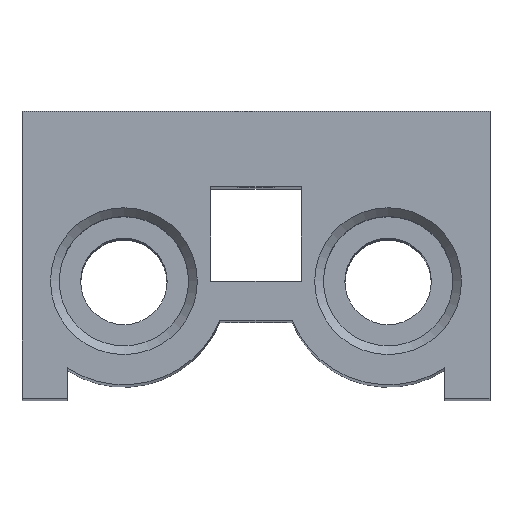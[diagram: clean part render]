
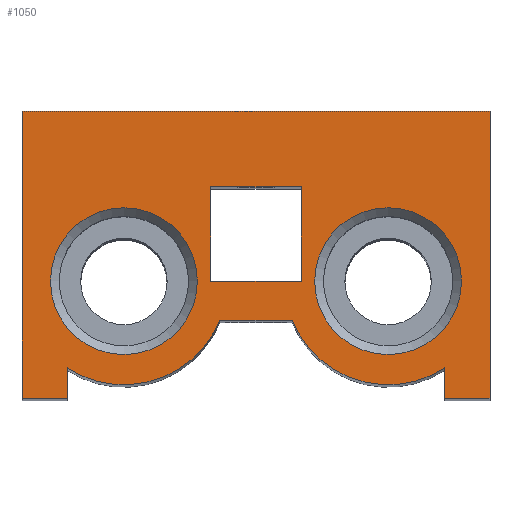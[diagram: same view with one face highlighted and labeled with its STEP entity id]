
A CAD part, top view. The second image highlights one B-rep face of the part: STEP entity #1050.
In plain terms, the highlighted planar face has unit normal (0, 0, 1).
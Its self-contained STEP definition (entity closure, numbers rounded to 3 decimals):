
#70=LINE('',#1640,#116);
#74=LINE('',#1648,#120);
#77=LINE('',#1654,#123);
#80=LINE('',#1660,#126);
#84=LINE('',#1676,#130);
#88=LINE('',#1688,#134);
#91=LINE('',#1694,#137);
#94=LINE('',#1705,#140);
#98=LINE('',#1713,#144);
#101=LINE('',#1723,#147);
#103=LINE('',#1726,#149);
#105=LINE('',#1729,#151);
#116=VECTOR('',#1307,1000.);
#120=VECTOR('',#1313,1000.);
#123=VECTOR('',#1318,1000.);
#126=VECTOR('',#1323,1000.);
#130=VECTOR('',#1339,1000.);
#134=VECTOR('',#1351,1000.);
#137=VECTOR('',#1356,1000.);
#140=VECTOR('',#1365,1000.);
#144=VECTOR('',#1371,1000.);
#147=VECTOR('',#1380,1000.);
#149=VECTOR('',#1384,1000.);
#151=VECTOR('',#1388,1000.);
#240=ORIENTED_EDGE('',*,*,#470,.T.);
#241=ORIENTED_EDGE('',*,*,#471,.T.);
#242=ORIENTED_EDGE('',*,*,#456,.F.);
#243=ORIENTED_EDGE('',*,*,#460,.F.);
#244=ORIENTED_EDGE('',*,*,#465,.F.);
#245=ORIENTED_EDGE('',*,*,#467,.F.);
#246=ORIENTED_EDGE('',*,*,#424,.T.);
#247=ORIENTED_EDGE('',*,*,#428,.T.);
#248=ORIENTED_EDGE('',*,*,#431,.T.);
#249=ORIENTED_EDGE('',*,*,#434,.T.);
#250=ORIENTED_EDGE('',*,*,#437,.T.);
#251=ORIENTED_EDGE('',*,*,#442,.T.);
#252=ORIENTED_EDGE('',*,*,#445,.T.);
#253=ORIENTED_EDGE('',*,*,#448,.T.);
#254=ORIENTED_EDGE('',*,*,#451,.T.);
#255=ORIENTED_EDGE('',*,*,#469,.T.);
#424=EDGE_CURVE('',#547,#546,#70,.T.);
#428=EDGE_CURVE('',#546,#549,#74,.T.);
#431=EDGE_CURVE('',#549,#551,#77,.T.);
#434=EDGE_CURVE('',#551,#553,#80,.T.);
#437=EDGE_CURVE('',#553,#555,#645,.T.);
#442=EDGE_CURVE('',#555,#559,#84,.T.);
#445=EDGE_CURVE('',#559,#561,#649,.T.);
#448=EDGE_CURVE('',#561,#563,#88,.T.);
#451=EDGE_CURVE('',#563,#565,#91,.T.);
#456=EDGE_CURVE('',#570,#571,#94,.T.);
#460=EDGE_CURVE('',#573,#570,#98,.T.);
#465=EDGE_CURVE('',#577,#573,#101,.T.);
#467=EDGE_CURVE('',#571,#577,#103,.T.);
#469=EDGE_CURVE('',#565,#547,#105,.T.);
#470=EDGE_CURVE('',#578,#578,#654,.T.);
#471=EDGE_CURVE('',#579,#579,#655,.T.);
#546=VERTEX_POINT('',#1639);
#547=VERTEX_POINT('',#1641);
#549=VERTEX_POINT('',#1647);
#551=VERTEX_POINT('',#1653);
#553=VERTEX_POINT('',#1659);
#555=VERTEX_POINT('',#1665);
#559=VERTEX_POINT('',#1675);
#561=VERTEX_POINT('',#1681);
#563=VERTEX_POINT('',#1687);
#565=VERTEX_POINT('',#1693);
#570=VERTEX_POINT('',#1704);
#571=VERTEX_POINT('',#1706);
#573=VERTEX_POINT('',#1712);
#577=VERTEX_POINT('',#1722);
#578=VERTEX_POINT('',#1732);
#579=VERTEX_POINT('',#1734);
#645=CIRCLE('',#1147,6.864);
#649=CIRCLE('',#1153,6.864);
#654=CIRCLE('',#1166,4.864);
#655=CIRCLE('',#1167,4.864);
#732=EDGE_LOOP('',(#240));
#733=EDGE_LOOP('',(#241));
#734=EDGE_LOOP('',(#242,#243,#244,#245));
#735=EDGE_LOOP('',(#246,#247,#248,#249,#250,#251,#252,#253,#254,#255));
#886=FACE_BOUND('',#732,.T.);
#887=FACE_BOUND('',#733,.T.);
#888=FACE_BOUND('',#734,.T.);
#889=FACE_BOUND('',#735,.T.);
#1014=PLANE('',#1165);
#1050=ADVANCED_FACE('',(#886,#887,#888,#889),#1014,.T.);
#1147=AXIS2_PLACEMENT_3D('',#1666,#1329,#1330);
#1153=AXIS2_PLACEMENT_3D('',#1682,#1345,#1346);
#1165=AXIS2_PLACEMENT_3D('',#1730,#1389,#1390);
#1166=AXIS2_PLACEMENT_3D('',#1731,#1391,#1392);
#1167=AXIS2_PLACEMENT_3D('',#1733,#1393,#1394);
#1307=DIRECTION('',(-1.,0.,0.));
#1313=DIRECTION('',(0.,-1.,0.));
#1318=DIRECTION('',(1.,0.,0.));
#1323=DIRECTION('',(0.,1.,0.));
#1329=DIRECTION('',(0.,0.,1.));
#1330=DIRECTION('',(1.,0.,0.));
#1339=DIRECTION('',(1.,0.,0.));
#1345=DIRECTION('',(0.,0.,1.));
#1346=DIRECTION('',(1.,0.,0.));
#1351=DIRECTION('',(0.,-1.,0.));
#1356=DIRECTION('',(1.,0.,0.));
#1365=DIRECTION('',(-1.,0.,0.));
#1371=DIRECTION('',(0.,1.,0.));
#1380=DIRECTION('',(1.,0.,0.));
#1384=DIRECTION('',(0.,-1.,0.));
#1388=DIRECTION('',(0.,1.,0.));
#1389=DIRECTION('',(0.,0.,1.));
#1390=DIRECTION('',(1.,0.,0.));
#1391=DIRECTION('',(0.,0.,-1.));
#1392=DIRECTION('',(-1.,0.,0.));
#1393=DIRECTION('',(0.,0.,-1.));
#1394=DIRECTION('',(-1.,0.,0.));
#1639=CARTESIAN_POINT('',(-15.5,19.,95.));
#1640=CARTESIAN_POINT('',(15.5,19.,95.));
#1641=CARTESIAN_POINT('',(15.5,19.,95.));
#1647=CARTESIAN_POINT('',(-15.5,0.,95.));
#1648=CARTESIAN_POINT('',(-15.5,19.,95.));
#1653=CARTESIAN_POINT('',(-12.5,0.,95.));
#1654=CARTESIAN_POINT('',(-15.5,0.,95.));
#1659=CARTESIAN_POINT('',(-12.5,2.001,95.));
#1660=CARTESIAN_POINT('',(-12.5,0.,95.));
#1665=CARTESIAN_POINT('',(-2.391,5.167,95.));
#1666=CARTESIAN_POINT('',(-8.75,7.75,95.));
#1675=CARTESIAN_POINT('',(2.391,5.167,95.));
#1676=CARTESIAN_POINT('',(-2.391,5.167,95.));
#1681=CARTESIAN_POINT('',(12.5,2.001,95.));
#1682=CARTESIAN_POINT('',(8.75,7.75,95.));
#1687=CARTESIAN_POINT('',(12.5,0.,95.));
#1688=CARTESIAN_POINT('',(12.5,2.001,95.));
#1693=CARTESIAN_POINT('',(15.5,0.,95.));
#1694=CARTESIAN_POINT('',(12.5,0.,95.));
#1704=CARTESIAN_POINT('',(3.,14.,95.));
#1705=CARTESIAN_POINT('',(3.,14.,95.));
#1706=CARTESIAN_POINT('',(-3.,14.,95.));
#1712=CARTESIAN_POINT('',(3.,7.75,95.));
#1713=CARTESIAN_POINT('',(3.,7.75,95.));
#1722=CARTESIAN_POINT('',(-3.,7.75,95.));
#1723=CARTESIAN_POINT('',(-3.,7.75,95.));
#1726=CARTESIAN_POINT('',(-3.,14.,95.));
#1729=CARTESIAN_POINT('',(15.5,0.,95.));
#1730=CARTESIAN_POINT('',(-8.75,7.75,95.));
#1731=CARTESIAN_POINT('',(-8.75,7.75,95.));
#1732=CARTESIAN_POINT('',(-13.614,7.75,95.));
#1733=CARTESIAN_POINT('',(8.75,7.75,95.));
#1734=CARTESIAN_POINT('',(3.886,7.75,95.));
